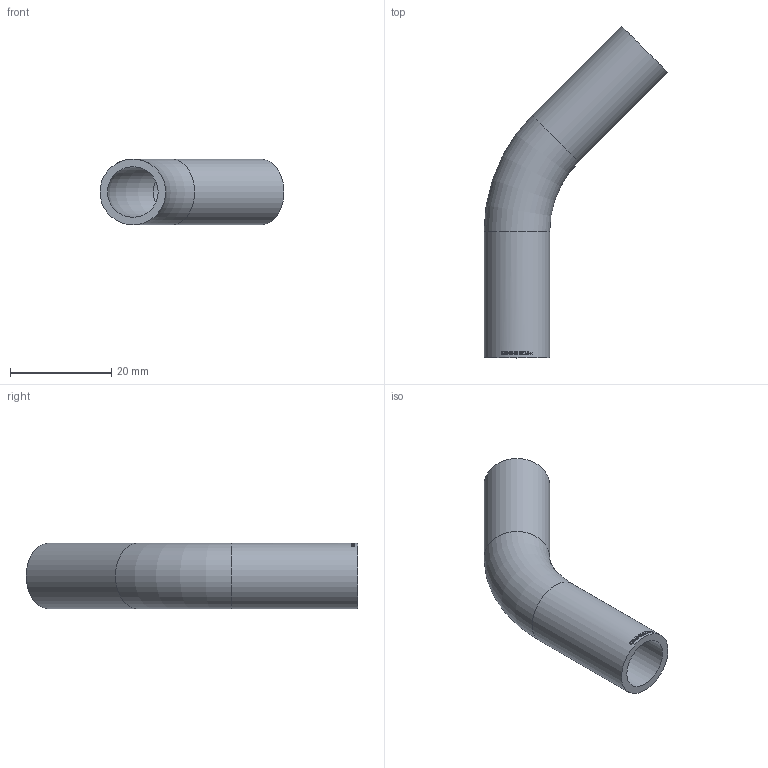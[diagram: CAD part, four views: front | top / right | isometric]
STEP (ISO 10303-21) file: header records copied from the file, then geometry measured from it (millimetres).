
FILE_DESCRIPTION (( 'STEP AP214' ), '1' );
FILE_NAME ('OR45-013X15-x Bogen orbital 45° A 2008.STEP', '2020-08-18T12:31:49', ( '' ), ( '' ), 'SwSTEP 2.0', 'SolidWorks 2019', '' );
FILE_SCHEMA (( 'AUTOMOTIVE_DESIGN' ));
Length unit declared in the file: millimetre
Products named in the file (1): OR45-013X15-x Bogen orbital 45° A 2008
Bounding box: 36.39 x 65.66 x 13 mm (x, y, z)
Volume: 3816.2 mm3; surface area: 5196.7 mm2
Topology: 1 solids, 1 shells, 25 faces, 151 edges, 145 vertices
Faces by surface type: cylinder 21, torus 2, plane 2
Full cylindrical faces by diameter (mm): 10 x2, 13 x2
Entity records: 2247 total; most frequent: CARTESIAN_POINT 950, ORIENTED_EDGE 286, DIRECTION 161, VERTEX_POINT 143, EDGE_CURVE 143, B_SPLINE_CURVE_WITH_KNOTS 79, AXIS2_PLACEMENT_3D 71, EDGE_LOOP 50
